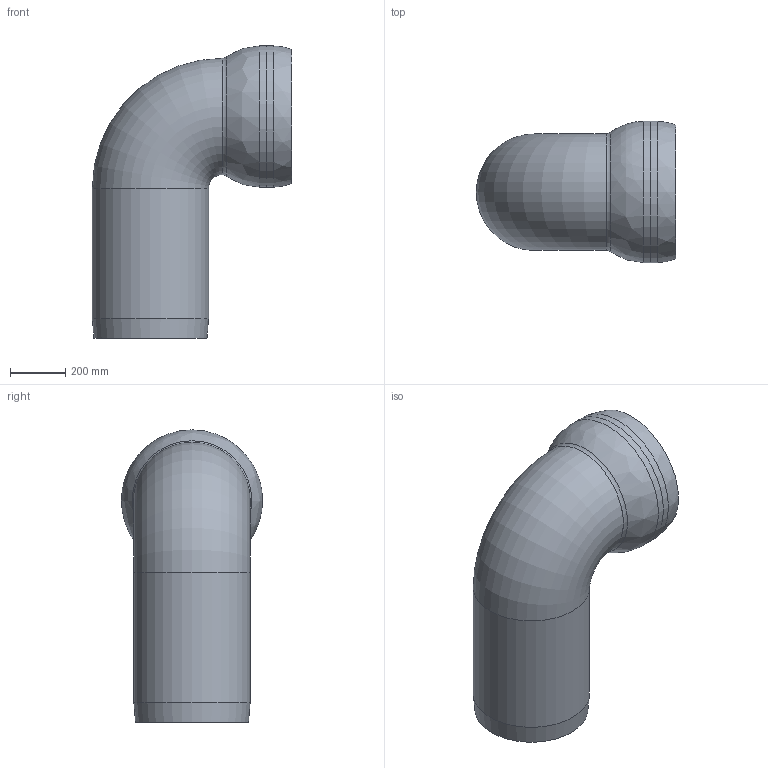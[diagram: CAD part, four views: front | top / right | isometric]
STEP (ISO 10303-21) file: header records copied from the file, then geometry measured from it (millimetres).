
FILE_DESCRIPTION(/* description */ (''),/* implementation_level */ '2;1');
FILE_NAME(/* name */ '00510.040X_3D.stp',/* time_stamp */ '2024-12-11T12:57:06+01:00',/* author */ ('CAD'),/* organization */ (''),/* preprocessor_version */ 'ST-DEVELOPER v20',/* originating_system */ 'AutoCAD Mechanical',/* authorisation */ '');
FILE_SCHEMA (('AUTOMOTIVE_DESIGN { 1 0 10303 214 3 1 1 }'));
Length unit declared in the file: centimetre
Products named in the file (1): Product
Bounding box: 720 x 510 x 1055 mm (x, y, z)
Volume: 23926489.2 mm3; surface area: 3309816.8 mm2
Topology: 3 solids, 3 shells, 23 faces, 44 edges, 27 vertices
Faces by surface type: plane 6, torus 5, bspline 5, cone 4, cylinder 3
Full cylindrical faces by diameter (mm): 390 x1, 420 x1, 509.997 x1
Entity records: 742 total; most frequent: CARTESIAN_POINT 225, DIRECTION 119, ORIENTED_EDGE 88, AXIS2_PLACEMENT_3D 56, EDGE_CURVE 44, CIRCLE 37, EDGE_LOOP 29, VERTEX_POINT 27
